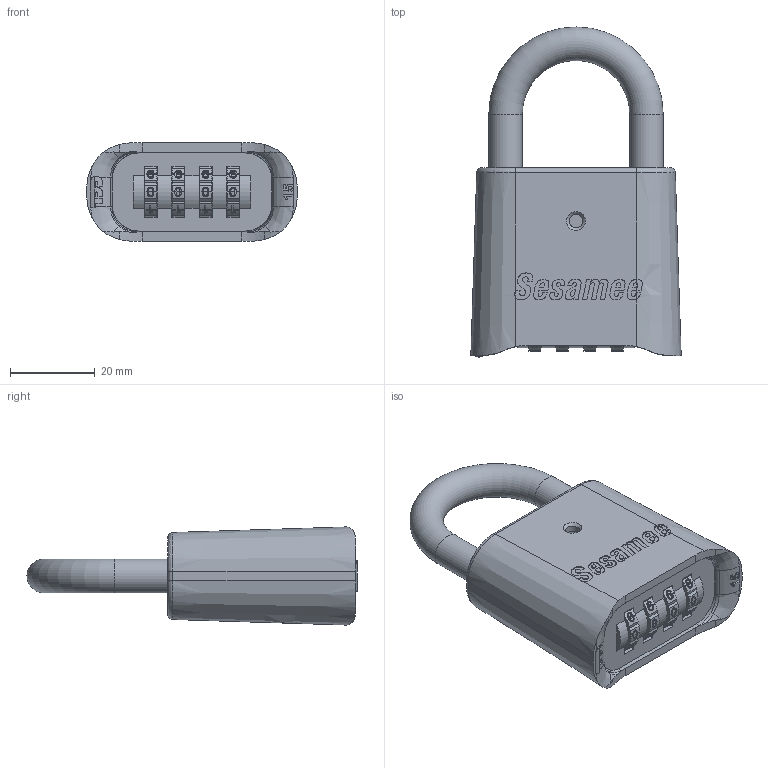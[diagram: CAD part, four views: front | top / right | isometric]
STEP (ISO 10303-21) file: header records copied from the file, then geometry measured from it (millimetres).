
FILE_DESCRIPTION(/* description */ ('4-DIAL RESETTABLE PADLOCK CARDED'),/* implementation_level */ '2;1');
FILE_NAME(/* name */ 'KCR0436.stp',/* time_stamp */ '2023-12-14T10:22:37-05:00',/* author */ ('dtinay'),/* organization */ (''),/* preprocessor_version */ 'ST-DEVELOPER v20',/* originating_system */ 'Autodesk Inventor 2024',/* authorisation */ '');
FILE_SCHEMA (('AUTOMOTIVE_DESIGN { 1 0 10303 214 3 1 1 }'));
Length unit declared in the file: inch
Products named in the file (5): KCR0436; 436-437 Lock Body-CR; 436-437 Dial Slot-CR; 436 Shackle-CR; 436-437 Dial
Assembly tree (7 placements, depth 2):
  KCR0436
    436-437 Lock Body-CR
    436-437 Dial Slot-CR
    436 Shackle-CR
    436-437 Dial  x4
Bounding box: 49.78 x 78.11 x 23.23 mm (x, y, z)
Volume: 25251.8 mm3; surface area: 18283.7 mm2
Topology: 7 solids, 7 shells, 2590 faces, 7065 edges, 4421 vertices
Faces by surface type: plane 980, bspline 764, cylinder 709, sphere 104, cone 21, torus 12
Full cylindrical faces by diameter (mm): 3.194 x1, 3.429 x1, 4.487 x1, 4.762 x1, 7.938 x2, 8.306 x2
Entity records: 67100 total; most frequent: CARTESIAN_POINT 38961, ORIENTED_EDGE 6558, DIRECTION 4712, EDGE_CURVE 3279, VERTEX_POINT 2099, LINE 1634, VECTOR 1634, AXIS2_PLACEMENT_3D 1539
